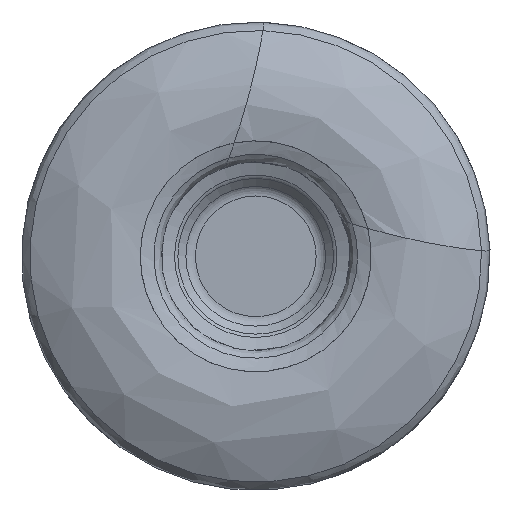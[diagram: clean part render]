
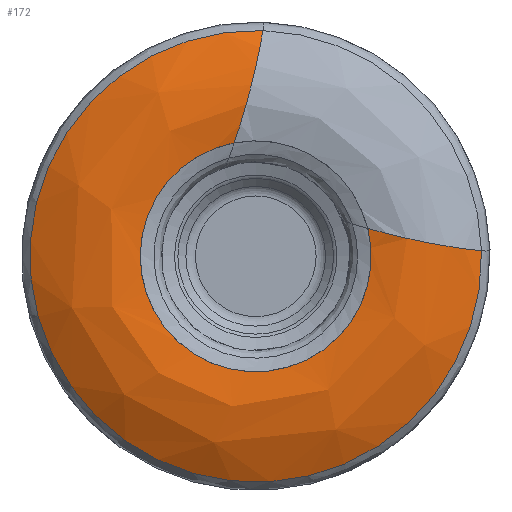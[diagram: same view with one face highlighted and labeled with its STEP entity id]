
A CAD part, left-side view. The second image highlights one B-rep face of the part: STEP entity #172.
In plain terms, the highlighted free-form (B-spline) face has degree [3, 3] with [4, 7] control points.
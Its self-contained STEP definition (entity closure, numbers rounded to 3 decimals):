
#38=(
BOUNDED_SURFACE()
B_SPLINE_SURFACE(3,3,((#1079,#1080,#1081,#1082,#1083,#1084,#1085),(#1086,
#1087,#1088,#1089,#1090,#1091,#1092),(#1093,#1094,#1095,#1096,#1097,#1098,
#1099),(#1100,#1101,#1102,#1103,#1104,#1105,#1106)),.UNSPECIFIED.,.F.,.F.,
 .F.)
B_SPLINE_SURFACE_WITH_KNOTS((4,4),(4,3,4),(0.,1.),(0.,0.5,1.),
 .UNSPECIFIED.)
GEOMETRIC_REPRESENTATION_ITEM()
RATIONAL_B_SPLINE_SURFACE(((1.,0.58,0.58,1.,0.58,
0.58,1.),(0.932,0.54,0.54,
0.932,0.54,0.54,0.932),
(0.932,0.54,0.54,0.932,
0.54,0.54,0.932),(1.,0.58,
0.58,1.,0.58,0.58,1.)))
REPRESENTATION_ITEM('')
SURFACE()
);
#125=FACE_OUTER_BOUND('',#264,.T.);
#172=ADVANCED_FACE('',(#125),#38,.F.);
#264=EDGE_LOOP('',(#342,#343,#344,#345));
#342=ORIENTED_EDGE('',*,*,#524,.F.);
#343=ORIENTED_EDGE('',*,*,#525,.T.);
#344=ORIENTED_EDGE('',*,*,#521,.T.);
#345=ORIENTED_EDGE('',*,*,#526,.T.);
#470=VERTEX_POINT('',#1056);
#471=VERTEX_POINT('',#1057);
#472=VERTEX_POINT('',#1075);
#473=VERTEX_POINT('',#1076);
#521=EDGE_CURVE('',#470,#471,#595,.T.);
#524=EDGE_CURVE('',#472,#473,#596,.T.);
#525=EDGE_CURVE('',#472,#470,#597,.T.);
#526=EDGE_CURVE('',#471,#473,#598,.T.);
#595=CIRCLE('',#677,6.901);
#596=CIRCLE('',#678,13.492);
#597=CIRCLE('',#679,8.);
#598=CIRCLE('',#680,8.);
#677=AXIS2_PLACEMENT_3D('',#1055,#804,#805);
#678=AXIS2_PLACEMENT_3D('',#1074,#808,#809);
#679=AXIS2_PLACEMENT_3D('',#1077,#810,#811);
#680=AXIS2_PLACEMENT_3D('',#1078,#812,#813);
#804=DIRECTION('',(1.,0.,0.));
#805=DIRECTION('',(0.,-0.97,0.241));
#808=DIRECTION('',(1.,0.,0.));
#809=DIRECTION('',(0.,-1.,0.024));
#810=DIRECTION('',(0.174,0.222,-0.96));
#811=DIRECTION('',(0.,-0.974,-0.225));
#812=DIRECTION('',(-0.174,0.946,0.275));
#813=DIRECTION('',(0.,-0.279,0.96));
#1055=CARTESIAN_POINT('',(0.213,0.,0.));
#1056=CARTESIAN_POINT('',(0.213,-6.697,1.664));
#1057=CARTESIAN_POINT('',(0.213,1.287,6.78));
#1074=CARTESIAN_POINT('',(1.495,0.,0.));
#1075=CARTESIAN_POINT('',(1.495,-13.488,0.329));
#1076=CARTESIAN_POINT('',(1.495,-0.426,13.485));
#1077=CARTESIAN_POINT('',(7.807,-9.073,2.49));
#1078=CARTESIAN_POINT('',(7.807,1.979,9.198));
#1079=CARTESIAN_POINT('',(0.213,-6.697,1.664));
#1080=CARTESIAN_POINT('',(0.213,-8.475,-5.49));
#1081=CARTESIAN_POINT('',(0.213,-2.485,-9.788));
#1082=CARTESIAN_POINT('',(0.213,3.723,-5.811));
#1083=CARTESIAN_POINT('',(0.213,9.93,-1.834));
#1084=CARTESIAN_POINT('',(0.213,8.53,5.404));
#1085=CARTESIAN_POINT('',(0.213,1.287,6.78));
#1086=CARTESIAN_POINT('',(-0.447,-9.035,1.005));
#1087=CARTESIAN_POINT('',(-0.447,-10.109,-8.647));
#1088=CARTESIAN_POINT('',(-0.447,-1.538,-13.214));
#1089=CARTESIAN_POINT('',(-0.447,5.874,-6.938));
#1090=CARTESIAN_POINT('',(-0.447,13.286,-0.662));
#1091=CARTESIAN_POINT('',(-0.447,10.196,8.545));
#1092=CARTESIAN_POINT('',(-0.447,0.499,9.077));
#1093=CARTESIAN_POINT('',(0.011,-11.464,0.527));
#1094=CARTESIAN_POINT('',(0.011,-12.027,-11.719));
#1095=CARTESIAN_POINT('',(0.011,-0.857,-16.771));
#1096=CARTESIAN_POINT('',(0.011,7.967,-8.26));
#1097=CARTESIAN_POINT('',(0.011,16.791,0.252));
#1098=CARTESIAN_POINT('',(0.011,12.145,11.597));
#1099=CARTESIAN_POINT('',(0.011,-0.114,11.475));
#1100=CARTESIAN_POINT('',(1.495,-13.488,0.329));
#1101=CARTESIAN_POINT('',(1.495,-13.839,-14.08));
#1102=CARTESIAN_POINT('',(1.495,-0.581,-19.734));
#1103=CARTESIAN_POINT('',(1.495,9.574,-9.506));
#1104=CARTESIAN_POINT('',(1.495,19.729,0.723));
#1105=CARTESIAN_POINT('',(1.495,13.98,13.94));
#1106=CARTESIAN_POINT('',(1.495,-0.426,13.485));
